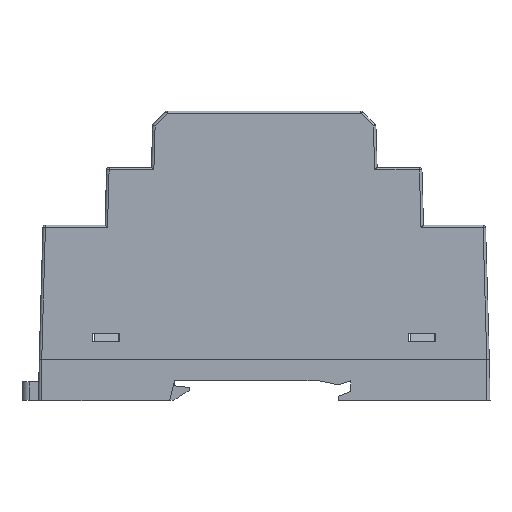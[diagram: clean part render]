
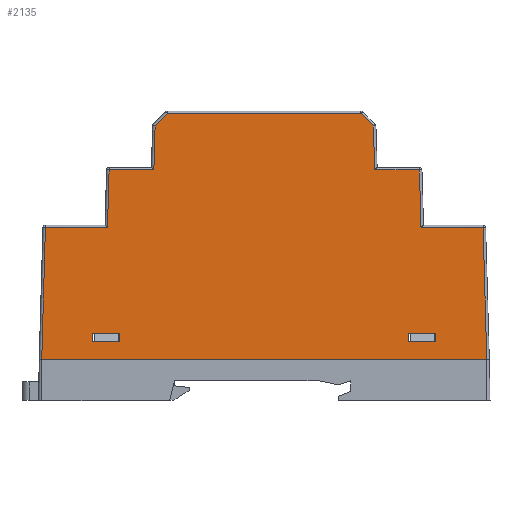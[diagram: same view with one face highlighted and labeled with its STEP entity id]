
A CAD part, front view. The second image highlights one B-rep face of the part: STEP entity #2135.
In plain terms, the highlighted planar face has unit normal (0, -1, 0.01).
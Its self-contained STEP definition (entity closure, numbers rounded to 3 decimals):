
#2135=ADVANCED_FACE('',(#3661,#3662,#3663),#3078,.F.);
#3078=PLANE('',#19979);
#3661=FACE_BOUND('',#3846,.T.);
#3662=FACE_BOUND('',#3847,.T.);
#3663=FACE_BOUND('',#3848,.T.);
#3846=EDGE_LOOP('',(#6645,#6646,#6647,#6648,#6649,#6650,#6651,#6652,#6653,
#6654,#6655,#6656,#6657,#6658));
#3847=EDGE_LOOP('',(#6659,#6660,#6661,#6662));
#3848=EDGE_LOOP('',(#6663,#6664,#6665,#6666));
#6645=ORIENTED_EDGE('',*,*,#13877,.T.);
#6646=ORIENTED_EDGE('',*,*,#13878,.T.);
#6647=ORIENTED_EDGE('',*,*,#13879,.T.);
#6648=ORIENTED_EDGE('',*,*,#13880,.T.);
#6649=ORIENTED_EDGE('',*,*,#13881,.T.);
#6650=ORIENTED_EDGE('',*,*,#13882,.T.);
#6651=ORIENTED_EDGE('',*,*,#13883,.T.);
#6652=ORIENTED_EDGE('',*,*,#13884,.T.);
#6653=ORIENTED_EDGE('',*,*,#13885,.T.);
#6654=ORIENTED_EDGE('',*,*,#13886,.T.);
#6655=ORIENTED_EDGE('',*,*,#13887,.T.);
#6656=ORIENTED_EDGE('',*,*,#13888,.T.);
#6657=ORIENTED_EDGE('',*,*,#13889,.T.);
#6658=ORIENTED_EDGE('',*,*,#13890,.T.);
#6659=ORIENTED_EDGE('',*,*,#13891,.T.);
#6660=ORIENTED_EDGE('',*,*,#13892,.T.);
#6661=ORIENTED_EDGE('',*,*,#13893,.T.);
#6662=ORIENTED_EDGE('',*,*,#13894,.T.);
#6663=ORIENTED_EDGE('',*,*,#13895,.T.);
#6664=ORIENTED_EDGE('',*,*,#13896,.T.);
#6665=ORIENTED_EDGE('',*,*,#13897,.T.);
#6666=ORIENTED_EDGE('',*,*,#13898,.T.);
#11874=VERTEX_POINT('',#28908);
#11875=VERTEX_POINT('',#28909);
#11876=VERTEX_POINT('',#28911);
#11877=VERTEX_POINT('',#28913);
#11878=VERTEX_POINT('',#28915);
#11879=VERTEX_POINT('',#28917);
#11880=VERTEX_POINT('',#28919);
#11881=VERTEX_POINT('',#28921);
#11882=VERTEX_POINT('',#28923);
#11883=VERTEX_POINT('',#28925);
#11884=VERTEX_POINT('',#28927);
#11885=VERTEX_POINT('',#28929);
#11886=VERTEX_POINT('',#28931);
#11887=VERTEX_POINT('',#28933);
#11888=VERTEX_POINT('',#28936);
#11889=VERTEX_POINT('',#28937);
#11890=VERTEX_POINT('',#28939);
#11891=VERTEX_POINT('',#28941);
#11892=VERTEX_POINT('',#28944);
#11893=VERTEX_POINT('',#28945);
#11894=VERTEX_POINT('',#28947);
#11895=VERTEX_POINT('',#28949);
#13877=EDGE_CURVE('',#11874,#11875,#16453,.T.);
#13878=EDGE_CURVE('',#11875,#11876,#16454,.T.);
#13879=EDGE_CURVE('',#11876,#11877,#16455,.T.);
#13880=EDGE_CURVE('',#11877,#11878,#16456,.T.);
#13881=EDGE_CURVE('',#11878,#11879,#16457,.T.);
#13882=EDGE_CURVE('',#11879,#11880,#16458,.T.);
#13883=EDGE_CURVE('',#11880,#11881,#16459,.T.);
#13884=EDGE_CURVE('',#11881,#11882,#16460,.T.);
#13885=EDGE_CURVE('',#11882,#11883,#16461,.T.);
#13886=EDGE_CURVE('',#11883,#11884,#16462,.T.);
#13887=EDGE_CURVE('',#11884,#11885,#16463,.T.);
#13888=EDGE_CURVE('',#11885,#11886,#16464,.T.);
#13889=EDGE_CURVE('',#11886,#11887,#16465,.T.);
#13890=EDGE_CURVE('',#11887,#11874,#16466,.T.);
#13891=EDGE_CURVE('',#11888,#11889,#16467,.T.);
#13892=EDGE_CURVE('',#11889,#11890,#16468,.T.);
#13893=EDGE_CURVE('',#11890,#11891,#16469,.T.);
#13894=EDGE_CURVE('',#11891,#11888,#16470,.T.);
#13895=EDGE_CURVE('',#11892,#11893,#16471,.T.);
#13896=EDGE_CURVE('',#11893,#11894,#16472,.T.);
#13897=EDGE_CURVE('',#11894,#11895,#16473,.T.);
#13898=EDGE_CURVE('',#11895,#11892,#16474,.T.);
#16453=LINE('',#28907,#18556);
#16454=LINE('',#28910,#18557);
#16455=LINE('',#28912,#18558);
#16456=LINE('',#28914,#18559);
#16457=LINE('',#28916,#18560);
#16458=LINE('',#28918,#18561);
#16459=LINE('',#28920,#18562);
#16460=LINE('',#28922,#18563);
#16461=LINE('',#28924,#18564);
#16462=LINE('',#28926,#18565);
#16463=LINE('',#28928,#18566);
#16464=LINE('',#28930,#18567);
#16465=LINE('',#28932,#18568);
#16466=LINE('',#28934,#18569);
#16467=LINE('',#28935,#18570);
#16468=LINE('',#28938,#18571);
#16469=LINE('',#28940,#18572);
#16470=LINE('',#28942,#18573);
#16471=LINE('',#28943,#18574);
#16472=LINE('',#28946,#18575);
#16473=LINE('',#28948,#18576);
#16474=LINE('',#28950,#18577);
#18556=VECTOR('',#22827,1.);
#18557=VECTOR('',#22828,1.);
#18558=VECTOR('',#22829,1.);
#18559=VECTOR('',#22830,1.);
#18560=VECTOR('',#22831,1.);
#18561=VECTOR('',#22832,1.);
#18562=VECTOR('',#22833,1.);
#18563=VECTOR('',#22834,1.);
#18564=VECTOR('',#22835,1.);
#18565=VECTOR('',#22836,1.);
#18566=VECTOR('',#22837,1.);
#18567=VECTOR('',#22838,1.);
#18568=VECTOR('',#22839,1.);
#18569=VECTOR('',#22840,1.);
#18570=VECTOR('',#22841,1.);
#18571=VECTOR('',#22842,1.);
#18572=VECTOR('',#22843,1.);
#18573=VECTOR('',#22844,1.);
#18574=VECTOR('',#22845,1.);
#18575=VECTOR('',#22846,1.);
#18576=VECTOR('',#22847,1.);
#18577=VECTOR('',#22848,1.);
#19979=AXIS2_PLACEMENT_3D('',#28951,#22849,#22850);
#22827=DIRECTION('',(-0.028,-0.01,-1.));
#22828=DIRECTION('',(1.,0.,0.));
#22829=DIRECTION('',(-0.028,0.01,1.));
#22830=DIRECTION('',(-1.,0.,0.));
#22831=DIRECTION('',(-0.028,0.01,1.));
#22832=DIRECTION('',(-1.,0.,0.));
#22833=DIRECTION('',(-0.028,0.01,1.));
#22834=DIRECTION('',(-0.707,0.007,0.707));
#22835=DIRECTION('',(-1.,0.,0.));
#22836=DIRECTION('',(-0.707,-0.007,-0.707));
#22837=DIRECTION('',(-0.028,-0.01,-1.));
#22838=DIRECTION('',(-1.,0.,0.));
#22839=DIRECTION('',(-0.028,-0.01,-1.));
#22840=DIRECTION('',(-1.,0.,0.));
#22841=DIRECTION('',(-1.,0.,0.));
#22842=DIRECTION('',(0.,0.01,1.));
#22843=DIRECTION('',(1.,0.,0.));
#22844=DIRECTION('',(0.,-0.01,-1.));
#22845=DIRECTION('',(-1.,0.,0.));
#22846=DIRECTION('',(0.,0.01,1.));
#22847=DIRECTION('',(1.,0.,0.));
#22848=DIRECTION('',(0.,-0.01,-1.));
#22849=DIRECTION('',(0.,1.,-0.01));
#22850=DIRECTION('',(0.,0.01,1.));
#28907=CARTESIAN_POINT('',(-42.886,-16.837,53.299));
#28908=CARTESIAN_POINT('',(-43.642,-17.11,26.255));
#28909=CARTESIAN_POINT('',(-44.375,-17.375,0.));
#28910=CARTESIAN_POINT('',(-44.875,-17.375,0.));
#28911=CARTESIAN_POINT('',(44.375,-17.375,0.));
#28912=CARTESIAN_POINT('',(43.031,-16.889,48.101));
#28913=CARTESIAN_POINT('',(43.642,-17.11,26.255));
#28914=CARTESIAN_POINT('',(93.125,-17.11,26.255));
#28915=CARTESIAN_POINT('',(31.264,-17.11,26.255));
#28916=CARTESIAN_POINT('',(30.663,-16.893,47.755));
#28917=CARTESIAN_POINT('',(30.943,-16.994,37.755));
#28918=CARTESIAN_POINT('',(93.125,-16.994,37.755));
#28919=CARTESIAN_POINT('',(22.014,-16.994,37.755));
#28920=CARTESIAN_POINT('',(21.741,-16.895,47.506));
#28921=CARTESIAN_POINT('',(21.769,-16.905,46.529));
#28922=CARTESIAN_POINT('',(55.96,-17.25,12.338));
#28923=CARTESIAN_POINT('',(19.293,-16.88,49.005));
#28924=CARTESIAN_POINT('',(93.125,-16.88,49.005));
#28925=CARTESIAN_POINT('',(-19.293,-16.88,49.005));
#28926=CARTESIAN_POINT('',(37.161,-16.31,105.459));
#28927=CARTESIAN_POINT('',(-21.769,-16.905,46.529));
#28928=CARTESIAN_POINT('',(-21.596,-16.843,52.704));
#28929=CARTESIAN_POINT('',(-22.014,-16.994,37.755));
#28930=CARTESIAN_POINT('',(93.125,-16.994,37.755));
#28931=CARTESIAN_POINT('',(-30.943,-16.994,37.755));
#28932=CARTESIAN_POINT('',(-30.518,-16.84,52.953));
#28933=CARTESIAN_POINT('',(-31.264,-17.11,26.255));
#28934=CARTESIAN_POINT('',(93.125,-17.11,26.255));
#28935=CARTESIAN_POINT('',(93.125,-17.34,3.5));
#28936=CARTESIAN_POINT('',(-28.8,-17.34,3.5));
#28937=CARTESIAN_POINT('',(-34.2,-17.34,3.5));
#28938=CARTESIAN_POINT('',(-34.2,-16.875,49.5));
#28939=CARTESIAN_POINT('',(-34.2,-17.322,5.2));
#28940=CARTESIAN_POINT('',(93.125,-17.322,5.2));
#28941=CARTESIAN_POINT('',(-28.8,-17.322,5.2));
#28942=CARTESIAN_POINT('',(-28.8,-16.875,49.5));
#28943=CARTESIAN_POINT('',(93.125,-17.34,3.5));
#28944=CARTESIAN_POINT('',(34.2,-17.34,3.5));
#28945=CARTESIAN_POINT('',(28.8,-17.34,3.5));
#28946=CARTESIAN_POINT('',(28.8,-16.875,49.5));
#28947=CARTESIAN_POINT('',(28.8,-17.322,5.2));
#28948=CARTESIAN_POINT('',(93.125,-17.322,5.2));
#28949=CARTESIAN_POINT('',(34.2,-17.322,5.2));
#28950=CARTESIAN_POINT('',(34.2,-16.875,49.5));
#28951=CARTESIAN_POINT('',(93.125,-16.875,49.5));
